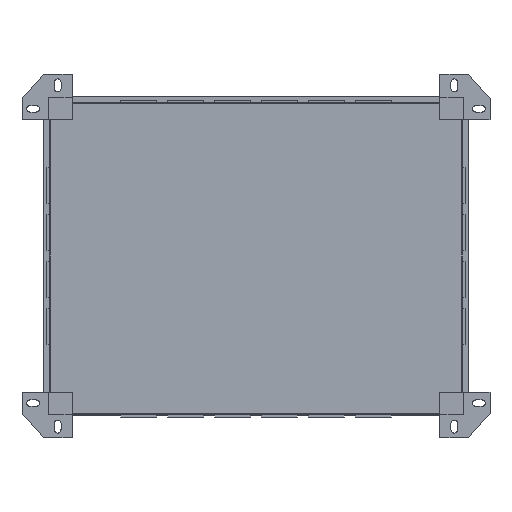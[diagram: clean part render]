
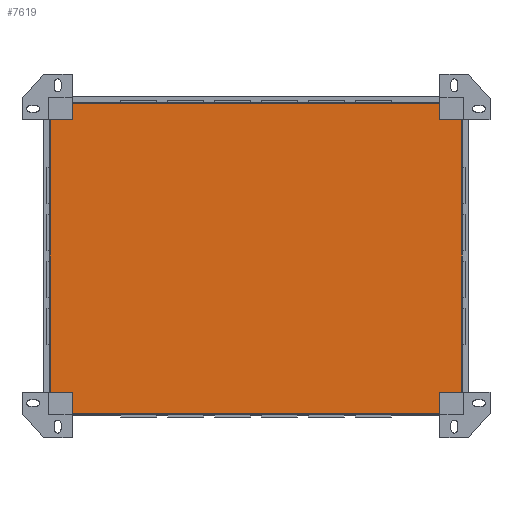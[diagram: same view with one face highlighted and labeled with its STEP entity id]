
A CAD part, front view. The second image highlights one B-rep face of the part: STEP entity #7619.
In plain terms, the highlighted planar face has unit normal (0, -1, 0).
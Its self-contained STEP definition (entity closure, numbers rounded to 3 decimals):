
#1326 = LINE ( 'NONE', #38228, #38251 ) ;
#1457 = VECTOR ( 'NONE', #31931, 1000. ) ;
#2135 = ORIENTED_EDGE ( 'NONE', *, *, #34427, .F. ) ;
#2913 = LINE ( 'NONE', #35417, #22570 ) ;
#3144 = LINE ( 'NONE', #27606, #10072 ) ;
#3336 = EDGE_CURVE ( 'NONE', #35607, #37018, #1326, .T. ) ;
#3447 = LINE ( 'NONE', #12442, #9253 ) ;
#4020 = DIRECTION ( 'NONE',  ( 0., 0., 1. ) ) ;
#4179 = EDGE_CURVE ( 'NONE', #26328, #35607, #31919, .T. ) ;
#4194 = PLANE ( 'NONE',  #33730 ) ;
#4304 = EDGE_LOOP ( 'NONE', ( #14423, #19062, #40198, #14210, #38354, #45315, #2135, #21086, #21534, #14956, #31056, #18875 ) ) ;
#4833 = LINE ( 'NONE', #35386, #23926 ) ;
#4956 = VECTOR ( 'NONE', #14945, 1000. ) ;
#5050 = EDGE_CURVE ( 'NONE', #23912, #23685, #26028, .T. ) ;
#5623 = VERTEX_POINT ( 'NONE', #41436 ) ;
#6551 = CARTESIAN_POINT ( 'NONE',  ( 351.5, -27.5, -232. ) ) ;
#7534 = CARTESIAN_POINT ( 'NONE',  ( -351.5, -27.5, -232. ) ) ;
#7619 = ADVANCED_FACE ( 'NONE', ( #12463 ), #4194, .F. ) ;
#8227 = VECTOR ( 'NONE', #22358, 1000. ) ;
#8260 = VECTOR ( 'NONE', #46641, 1000. ) ;
#8660 = EDGE_CURVE ( 'NONE', #5623, #26328, #39558, .T. ) ;
#8732 = DIRECTION ( 'NONE',  ( 0., 0., -1. ) ) ;
#9087 = DIRECTION ( 'NONE',  ( 1., 0., 0. ) ) ;
#9253 = VECTOR ( 'NONE', #24064, 1000. ) ;
#9373 = EDGE_CURVE ( 'NONE', #36361, #5623, #29824, .T. ) ;
#10072 = VECTOR ( 'NONE', #42698, 1000. ) ;
#10172 = CARTESIAN_POINT ( 'NONE',  ( -313.5, -27.5, -232. ) ) ;
#11421 = DIRECTION ( 'NONE',  ( 0., 1., 0. ) ) ;
#12442 = CARTESIAN_POINT ( 'NONE',  ( 351.5, -27.5, 261. ) ) ;
#12463 = FACE_OUTER_BOUND ( 'NONE', #4304, .T. ) ;
#13407 = CARTESIAN_POINT ( 'NONE',  ( 351.5, -27.5, -232. ) ) ;
#14210 = ORIENTED_EDGE ( 'NONE', *, *, #20627, .F. ) ;
#14423 = ORIENTED_EDGE ( 'NONE', *, *, #4179, .F. ) ;
#14560 = CARTESIAN_POINT ( 'NONE',  ( -313.5, -27.5, 261. ) ) ;
#14945 = DIRECTION ( 'NONE',  ( -1., 0., 0. ) ) ;
#14956 = ORIENTED_EDGE ( 'NONE', *, *, #16839, .F. ) ;
#15176 = EDGE_CURVE ( 'NONE', #18585, #21493, #4833, .T. ) ;
#15884 = LINE ( 'NONE', #43156, #1457 ) ;
#16807 = CARTESIAN_POINT ( 'NONE',  ( 351.5, -27.5, 232. ) ) ;
#16839 = EDGE_CURVE ( 'NONE', #35094, #17516, #2913, .T. ) ;
#17516 = VERTEX_POINT ( 'NONE', #10172 ) ;
#18279 = CARTESIAN_POINT ( 'NONE',  ( -313.5, -27.5, 232. ) ) ;
#18585 = VERTEX_POINT ( 'NONE', #18279 ) ;
#18875 = ORIENTED_EDGE ( 'NONE', *, *, #3336, .F. ) ;
#19062 = ORIENTED_EDGE ( 'NONE', *, *, #8660, .F. ) ;
#19140 = DIRECTION ( 'NONE',  ( 0., 0., -1. ) ) ;
#20627 = EDGE_CURVE ( 'NONE', #37340, #36361, #15884, .T. ) ;
#21086 = ORIENTED_EDGE ( 'NONE', *, *, #5050, .T. ) ;
#21493 = VERTEX_POINT ( 'NONE', #14560 ) ;
#21534 = ORIENTED_EDGE ( 'NONE', *, *, #25142, .F. ) ;
#22358 = DIRECTION ( 'NONE',  ( -1., 0., 0. ) ) ;
#22570 = VECTOR ( 'NONE', #46366, 1000. ) ;
#23685 = VERTEX_POINT ( 'NONE', #7534 ) ;
#23912 = VERTEX_POINT ( 'NONE', #45754 ) ;
#23926 = VECTOR ( 'NONE', #39686, 1000. ) ;
#24064 = DIRECTION ( 'NONE',  ( -1., 0., 0. ) ) ;
#24317 = VECTOR ( 'NONE', #46286, 1000. ) ;
#25142 = EDGE_CURVE ( 'NONE', #17516, #23685, #3144, .T. ) ;
#25749 = LINE ( 'NONE', #37039, #4956 ) ;
#25953 = CARTESIAN_POINT ( 'NONE',  ( -313.5, -27.5, -270. ) ) ;
#26028 = LINE ( 'NONE', #34876, #24317 ) ;
#26328 = VERTEX_POINT ( 'NONE', #13407 ) ;
#26431 = CARTESIAN_POINT ( 'NONE',  ( 313.5, -27.5, -270. ) ) ;
#26776 = LINE ( 'NONE', #32321, #8260 ) ;
#27606 = CARTESIAN_POINT ( 'NONE',  ( 351.5, -27.5, -232. ) ) ;
#29824 = LINE ( 'NONE', #16807, #42442 ) ;
#30231 = CARTESIAN_POINT ( 'NONE',  ( 313.5, -27.5, 232. ) ) ;
#31056 = ORIENTED_EDGE ( 'NONE', *, *, #38904, .F. ) ;
#31919 = LINE ( 'NONE', #6551, #8227 ) ;
#31931 = DIRECTION ( 'NONE',  ( 0., 0., -1. ) ) ;
#32321 = CARTESIAN_POINT ( 'NONE',  ( 351.5, -27.5, 232. ) ) ;
#33719 = CARTESIAN_POINT ( 'NONE',  ( 351.5, -27.5, -270. ) ) ;
#33730 = AXIS2_PLACEMENT_3D ( 'NONE', #33719, #11421, #4020 ) ;
#34427 = EDGE_CURVE ( 'NONE', #23912, #18585, #26776, .T. ) ;
#34876 = CARTESIAN_POINT ( 'NONE',  ( -351.5, -27.5, -270. ) ) ;
#34977 = VECTOR ( 'NONE', #19140, 1000. ) ;
#35094 = VERTEX_POINT ( 'NONE', #25953 ) ;
#35386 = CARTESIAN_POINT ( 'NONE',  ( -313.5, -27.5, -270. ) ) ;
#35417 = CARTESIAN_POINT ( 'NONE',  ( -313.5, -27.5, -270. ) ) ;
#35607 = VERTEX_POINT ( 'NONE', #36373 ) ;
#36361 = VERTEX_POINT ( 'NONE', #30231 ) ;
#36373 = CARTESIAN_POINT ( 'NONE',  ( 313.5, -27.5, -232. ) ) ;
#36530 = EDGE_CURVE ( 'NONE', #37340, #21493, #3447, .T. ) ;
#37018 = VERTEX_POINT ( 'NONE', #26431 ) ;
#37039 = CARTESIAN_POINT ( 'NONE',  ( 351.5, -27.5, -270. ) ) ;
#37340 = VERTEX_POINT ( 'NONE', #45900 ) ;
#37368 = CARTESIAN_POINT ( 'NONE',  ( 351.5, -27.5, -270. ) ) ;
#38228 = CARTESIAN_POINT ( 'NONE',  ( 313.5, -27.5, -270. ) ) ;
#38251 = VECTOR ( 'NONE', #8732, 1000. ) ;
#38354 = ORIENTED_EDGE ( 'NONE', *, *, #36530, .T. ) ;
#38904 = EDGE_CURVE ( 'NONE', #37018, #35094, #25749, .T. ) ;
#39558 = LINE ( 'NONE', #37368, #34977 ) ;
#39686 = DIRECTION ( 'NONE',  ( 0., 0., 1. ) ) ;
#40198 = ORIENTED_EDGE ( 'NONE', *, *, #9373, .F. ) ;
#41436 = CARTESIAN_POINT ( 'NONE',  ( 351.5, -27.5, 232. ) ) ;
#42442 = VECTOR ( 'NONE', #9087, 1000. ) ;
#42698 = DIRECTION ( 'NONE',  ( -1., 0., 0. ) ) ;
#43156 = CARTESIAN_POINT ( 'NONE',  ( 313.5, -27.5, -270. ) ) ;
#45315 = ORIENTED_EDGE ( 'NONE', *, *, #15176, .F. ) ;
#45754 = CARTESIAN_POINT ( 'NONE',  ( -351.5, -27.5, 232. ) ) ;
#45900 = CARTESIAN_POINT ( 'NONE',  ( 313.5, -27.5, 261. ) ) ;
#46286 = DIRECTION ( 'NONE',  ( 0., 0., -1. ) ) ;
#46366 = DIRECTION ( 'NONE',  ( 0., 0., 1. ) ) ;
#46641 = DIRECTION ( 'NONE',  ( 1., 0., 0. ) ) ;
